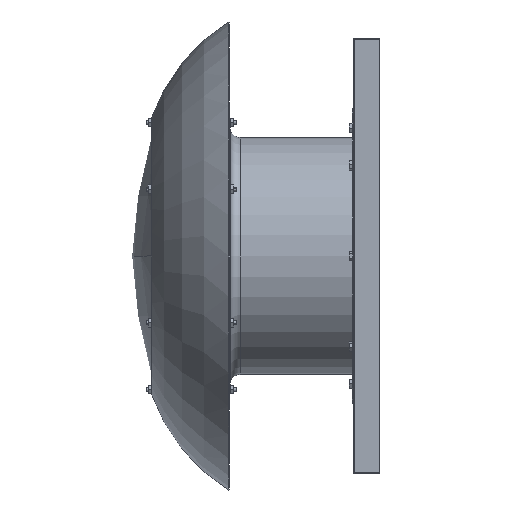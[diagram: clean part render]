
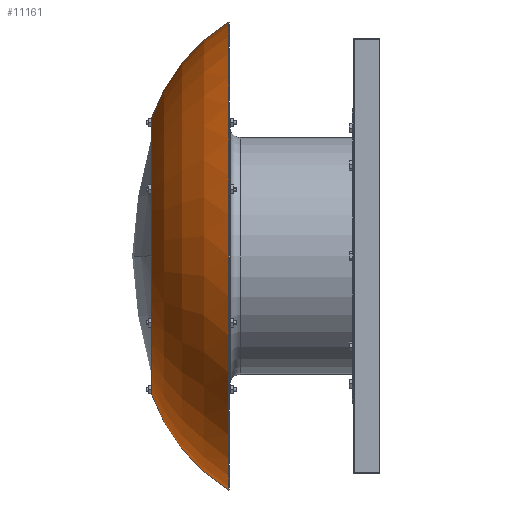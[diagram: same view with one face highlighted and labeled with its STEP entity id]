
A CAD part, left-side view. The second image highlights one B-rep face of the part: STEP entity #11161.
In plain terms, the highlighted toroidal (fillet/blend) face has major radius 121.063 mm and minor radius 281.5 mm.
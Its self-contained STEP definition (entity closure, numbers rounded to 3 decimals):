
#5968 = CARTESIAN_POINT ( 'NONE',  ( 0., 312.4, 0. ) ) ;
#5969 = AXIS2_PLACEMENT_3D ( 'NONE', #5968, #6030, #6029 ) ;
#5970 = CIRCLE ( 'NONE', #5969, 213.253 ) ;
#6029 = DIRECTION ( 'NONE',  ( 0., 0., -1. ) ) ;
#6030 = DIRECTION ( 'NONE',  ( 0., -1., 0. ) ) ;
#6046 = DIRECTION ( 'NONE',  ( 0., 0., -1. ) ) ;
#6047 = DIRECTION ( 'NONE',  ( 0., -1., 0. ) ) ;
#6048 = CARTESIAN_POINT ( 'NONE',  ( 0., 193.182, 0. ) ) ;
#6049 = AXIS2_PLACEMENT_3D ( 'NONE', #6048, #6047, #6046 ) ;
#6050 = DIRECTION ( 'NONE',  ( 0., 0., -1. ) ) ;
#6051 = DIRECTION ( 'NONE',  ( 0., -1., 0. ) ) ;
#6052 = CARTESIAN_POINT ( 'NONE',  ( 0., 46.424, 0. ) ) ;
#6053 = AXIS2_PLACEMENT_3D ( 'NONE', #6052, #6051, #6050 ) ;
#6054 = CIRCLE ( 'NONE', #6049, 361.28 ) ;
#6055 = TOROIDAL_SURFACE ( 'NONE', #6053, 121.063, 281.5 ) ;
#6056 = FACE_OUTER_BOUND ( 'NONE', #11163, .T. ) ;
#7745 = VERTEX_POINT ( 'NONE', #18502 ) ;
#7773 = VERTEX_POINT ( 'NONE', #18637 ) ;
#7806 = VERTEX_POINT ( 'NONE', #18740 ) ;
#7810 = EDGE_CURVE ( 'NONE', #7806, #7745, #18733, .T. ) ;
#7815 = VERTEX_POINT ( 'NONE', #18806 ) ;
#7817 = EDGE_CURVE ( 'NONE', #7815, #7773, #18798, .T. ) ;
#11108 = EDGE_CURVE ( 'NONE', #7815, #7806, #5970, .T. ) ;
#11161 = ADVANCED_FACE ( 'NONE', ( #6056 ), #6055, .T. ) ;
#11163 = EDGE_LOOP ( 'NONE', ( #11165, #11167, #11169, #11171 ) ) ;
#11165 = ORIENTED_EDGE ( 'NONE', *, *, #7817, .F. ) ;
#11167 = ORIENTED_EDGE ( 'NONE', *, *, #11108, .T. ) ;
#11169 = ORIENTED_EDGE ( 'NONE', *, *, #7810, .T. ) ;
#11171 = ORIENTED_EDGE ( 'NONE', *, *, #11172, .F. ) ;
#11172 = EDGE_CURVE ( 'NONE', #7773, #7745, #6054, .T. ) ;
#18502 = CARTESIAN_POINT ( 'NONE',  ( 0., 193.182, -361.28 ) ) ;
#18637 = CARTESIAN_POINT ( 'NONE',  ( 0., 193.182, 361.28 ) ) ;
#18726 = DIRECTION ( 'NONE',  ( 0., 0., 1. ) ) ;
#18728 = DIRECTION ( 'NONE',  ( -1., 0., 0. ) ) ;
#18730 = CARTESIAN_POINT ( 'NONE',  ( 0., 46.424, -121.063 ) ) ;
#18731 = AXIS2_PLACEMENT_3D ( 'NONE', #18730, #18728, #18726 ) ;
#18733 = CIRCLE ( 'NONE', #18731, 281.5 ) ;
#18740 = CARTESIAN_POINT ( 'NONE',  ( 0., 312.4, -213.253 ) ) ;
#18794 = DIRECTION ( 'NONE',  ( 0., 0., -1. ) ) ;
#18795 = DIRECTION ( 'NONE',  ( 1., 0., 0. ) ) ;
#18796 = CARTESIAN_POINT ( 'NONE',  ( 0., 46.424, 121.063 ) ) ;
#18797 = AXIS2_PLACEMENT_3D ( 'NONE', #18796, #18795, #18794 ) ;
#18798 = CIRCLE ( 'NONE', #18797, 281.5 ) ;
#18806 = CARTESIAN_POINT ( 'NONE',  ( 0., 312.4, 213.253 ) ) ;
